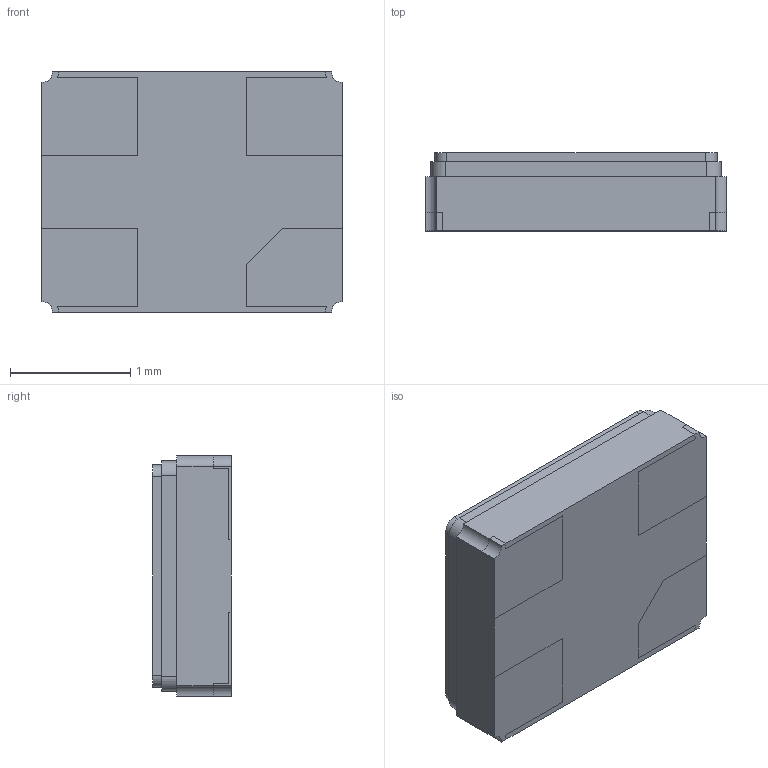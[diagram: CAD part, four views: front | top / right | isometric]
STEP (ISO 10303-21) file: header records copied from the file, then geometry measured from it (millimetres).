
FILE_DESCRIPTION (( 'STEP AP214' ), '1' );
FILE_NAME ('ECS-160-8-36B-CKY-TR.STEP', '2021-05-28T17:47:03', ( '' ), ( '' ), 'SwSTEP 2.0', 'SolidWorks 2017', '' );
FILE_SCHEMA (( 'AUTOMOTIVE_DESIGN' ));
Length unit declared in the file: millimetre
Products named in the file (1): ECS-160-8-36B-CKY-TR
Bounding box: 2.5 x 0.65 x 2 mm (x, y, z)
Volume: 3.1 mm3; surface area: 39.6 mm2
Topology: 7 solids, 7 shells, 104 faces, 270 edges, 180 vertices
Faces by surface type: plane 80, cylinder 24
Entity records: 3250 total; most frequent: CARTESIAN_POINT 555, ORIENTED_EDGE 540, DIRECTION 528, EDGE_CURVE 270, VECTOR 222, LINE 222, VERTEX_POINT 180, AXIS2_PLACEMENT_3D 153
